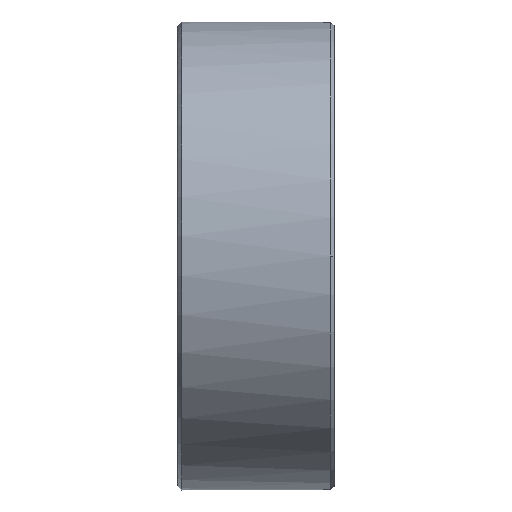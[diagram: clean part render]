
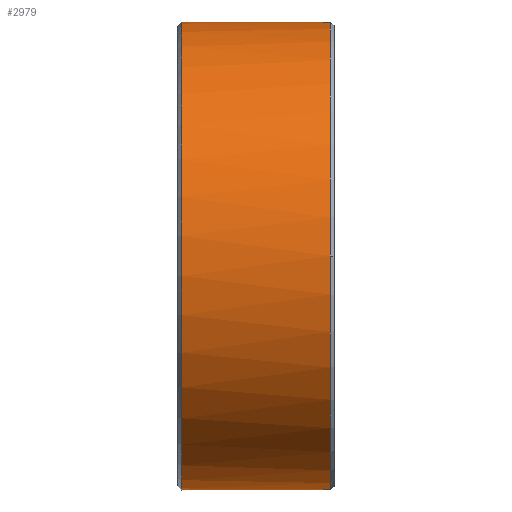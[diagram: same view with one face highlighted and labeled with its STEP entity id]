
A CAD part, left-side view. The second image highlights one B-rep face of the part: STEP entity #2979.
In plain terms, the highlighted cylindrical face has radius 38.1 mm (diameter 76.2 mm), a partial arc.
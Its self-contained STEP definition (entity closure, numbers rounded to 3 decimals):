
#660 = VERTEX_POINT ( 'NONE', #1088 ) ;
#712 = CARTESIAN_POINT ( 'NONE',  ( -12.474, 0.6, -36. ) ) ;
#764 = VERTEX_POINT ( 'NONE', #712 ) ;
#783 = CARTESIAN_POINT ( 'NONE',  ( 12.474, 0.6, -36. ) ) ;
#917 = ORIENTED_EDGE ( 'NONE', *, *, #3248, .T. ) ;
#920 = ORIENTED_EDGE ( 'NONE', *, *, #3014, .T. ) ;
#953 = ORIENTED_EDGE ( 'NONE', *, *, #3227, .T. ) ;
#966 = ORIENTED_EDGE ( 'NONE', *, *, #3099, .T. ) ;
#1088 = CARTESIAN_POINT ( 'NONE',  ( -12.474, 24.8, -36. ) ) ;
#1222 = EDGE_LOOP ( 'NONE', ( #953, #917, #920, #1570, #966 ) ) ;
#1512 = VERTEX_POINT ( 'NONE', #783 ) ;
#1570 = ORIENTED_EDGE ( 'NONE', *, *, #3228, .T. ) ;
#1710 = VERTEX_POINT ( 'NONE', #3446 ) ;
#1783 = VERTEX_POINT ( 'NONE', #4276 ) ;
#1952 = DIRECTION ( 'NONE',  ( 0., -1., 0. ) ) ;
#1963 = CYLINDRICAL_SURFACE ( 'NONE', #4499, 38.1 ) ;
#1964 = FACE_OUTER_BOUND ( 'NONE', #1222, .T. ) ;
#1965 = CARTESIAN_POINT ( 'NONE',  ( 0., 0., 0. ) ) ;
#1967 = DIRECTION ( 'NONE',  ( 0., 0., -1. ) ) ;
#2979 = ADVANCED_FACE ( 'NONE', ( #1964 ), #1963, .T. ) ;
#3014 = EDGE_CURVE ( 'NONE', #764, #1710, #4471, .T. ) ;
#3099 = EDGE_CURVE ( 'NONE', #1512, #1783, #6702, .T. ) ;
#3227 = EDGE_CURVE ( 'NONE', #1783, #660, #4810, .T. ) ;
#3228 = EDGE_CURVE ( 'NONE', #1710, #1512, #4816, .T. ) ;
#3248 = EDGE_CURVE ( 'NONE', #660, #764, #6371, .T. ) ;
#3446 = CARTESIAN_POINT ( 'NONE',  ( 0., 0.6, 38.1 ) ) ;
#4276 = CARTESIAN_POINT ( 'NONE',  ( 12.474, 24.8, -36. ) ) ;
#4447 = AXIS2_PLACEMENT_3D ( 'NONE', #7117, #7118, #7119 ) ;
#4471 = CIRCLE ( 'NONE', #4447, 38.1 ) ;
#4499 = AXIS2_PLACEMENT_3D ( 'NONE', #1965, #1952, #1967 ) ;
#4625 = VECTOR ( 'NONE', #6704, 1000. ) ;
#4810 = CIRCLE ( 'NONE', #4817, 38.1 ) ;
#4816 = CIRCLE ( 'NONE', #4820, 38.1 ) ;
#4817 = AXIS2_PLACEMENT_3D ( 'NONE', #6308, #6309, #6310 ) ;
#4820 = AXIS2_PLACEMENT_3D ( 'NONE', #6311, #6312, #6313 ) ;
#4853 = VECTOR ( 'NONE', #6375, 1000. ) ;
#6308 = CARTESIAN_POINT ( 'NONE',  ( 0., 24.8, 0. ) ) ;
#6309 = DIRECTION ( 'NONE',  ( 0., -1., 0. ) ) ;
#6310 = DIRECTION ( 'NONE',  ( 0., 0., -1. ) ) ;
#6311 = CARTESIAN_POINT ( 'NONE',  ( 0., 0.6, 0. ) ) ;
#6312 = DIRECTION ( 'NONE',  ( 0., 1., 0. ) ) ;
#6313 = DIRECTION ( 'NONE',  ( 0., 0., 1. ) ) ;
#6366 = CARTESIAN_POINT ( 'NONE',  ( -12.474, 0., -36. ) ) ;
#6371 = LINE ( 'NONE', #6366, #4853 ) ;
#6375 = DIRECTION ( 'NONE',  ( 0., -1., 0. ) ) ;
#6702 = LINE ( 'NONE', #6703, #4625 ) ;
#6703 = CARTESIAN_POINT ( 'NONE',  ( 12.474, 0., -36. ) ) ;
#6704 = DIRECTION ( 'NONE',  ( 0., 1., 0. ) ) ;
#7117 = CARTESIAN_POINT ( 'NONE',  ( 0., 0.6, 0. ) ) ;
#7118 = DIRECTION ( 'NONE',  ( 0., 1., 0. ) ) ;
#7119 = DIRECTION ( 'NONE',  ( 0., 0., 1. ) ) ;
